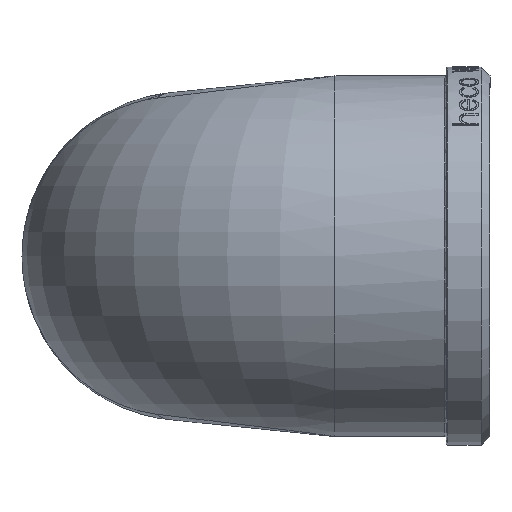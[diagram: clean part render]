
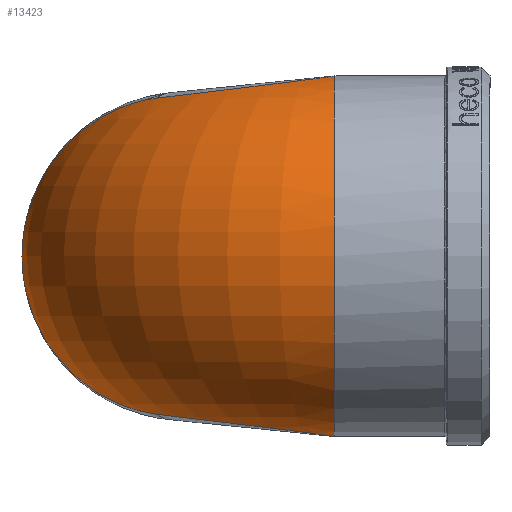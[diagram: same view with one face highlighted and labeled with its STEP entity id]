
A CAD part, left-side view. The second image highlights one B-rep face of the part: STEP entity #13423.
In plain terms, the highlighted toroidal (fillet/blend) face has major radius 30.15 mm and minor radius 41.25 mm.
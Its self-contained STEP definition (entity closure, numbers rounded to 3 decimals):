
#515 = B_SPLINE_CURVE_WITH_KNOTS ( 'NONE', 3,
 ( #14274, #16063, #16064, #16065, #16066, #16067, #16068, #16069, #16070, #16072, #16071, #16073 ),
 .UNSPECIFIED., .F., .F.,
 ( 4, 2, 1, 1, 1, 1, 1, 1, 4 ),
 ( 0., 0.002, 0.201, 0.401, 0.501, 0.601, 0.7, 0.8, 1. ),
 .UNSPECIFIED. ) ;
#522 = B_SPLINE_CURVE_WITH_KNOTS ( 'NONE', 3,
 ( #15134, #15131, #15132, #15136, #14051, #16212, #16213, #15194, #16215, #16214, #15186, #15190 ),
 .UNSPECIFIED., .F., .F.,
 ( 4, 1, 1, 1, 1, 1, 1, 2, 4 ),
 ( 0., 0.1, 0.2, 0.3, 0.399, 0.599, 0.799, 0.998, 1. ),
 .UNSPECIFIED. ) ;
#6673 = DIRECTION ( 'NONE',  ( -1., 0., 0. ) ) ;
#6676 = DIRECTION ( 'NONE',  ( 0., 1., 0. ) ) ;
#6683 = CARTESIAN_POINT ( 'NONE',  ( 0., -33.808, 0. ) ) ;
#6692 = EDGE_CURVE ( 'NONE', #22010, #21994, #11784, .T. ) ;
#7576 = B_SPLINE_CURVE_WITH_KNOTS ( 'NONE', 3,
 ( #15756, #15754, #15752, #15848, #15845, #15850, #15852, #15854 ),
 .UNSPECIFIED., .F., .F.,
 ( 4, 1, 1, 1, 1, 4 ),
 ( 0., 0.071, 0.143, 0.286, 0.571, 1. ),
 .UNSPECIFIED. ) ;
#7610 = B_SPLINE_CURVE_WITH_KNOTS ( 'NONE', 3,
 ( #14456, #15836, #15867, #13961, #15893, #15870, #15838, #15891, #14963 ),
 .UNSPECIFIED., .F., .F.,
 ( 4, 1, 1, 1, 1, 1, 4 ),
 ( 0., 0.286, 0.571, 0.714, 0.857, 0.929, 1. ),
 .UNSPECIFIED. ) ;
#11533 = AXIS2_PLACEMENT_3D ( 'NONE', #23811, #23812, #23814 ) ;
#11784 = CIRCLE ( 'NONE', #22455, 41.25 ) ;
#11822 = CARTESIAN_POINT ( 'NONE',  ( -2.464, -33.808, 41.176 ) ) ;
#11837 = CARTESIAN_POINT ( 'NONE',  ( -2.464, -33.808, -41.176 ) ) ;
#11900 = CARTESIAN_POINT ( 'NONE',  ( 1.059, 6.872, 36.154 ) ) ;
#11961 = CARTESIAN_POINT ( 'NONE',  ( 1.059, 6.872, -36.154 ) ) ;
#11983 = CARTESIAN_POINT ( 'NONE',  ( 30.15, 37.592, 0. ) ) ;
#13423 = ADVANCED_FACE ( 'NONE', ( #19150 ), #19155, .T. ) ;
#13961 = CARTESIAN_POINT ( 'NONE',  ( -10.249, -14.07, 38.684 ) ) ;
#14051 = CARTESIAN_POINT ( 'NONE',  ( 11.299, 19.176, -32.075 ) ) ;
#14274 = CARTESIAN_POINT ( 'NONE',  ( 30.15, 37.592, 0. ) ) ;
#14456 = CARTESIAN_POINT ( 'NONE',  ( 1.059, 6.872, 36.154 ) ) ;
#14963 = CARTESIAN_POINT ( 'NONE',  ( -2.464, -33.808, 41.176 ) ) ;
#15131 = CARTESIAN_POINT ( 'NONE',  ( 2.325, 8.108, -36.006 ) ) ;
#15132 = CARTESIAN_POINT ( 'NONE',  ( 4.771, 10.687, -35.528 ) ) ;
#15134 = CARTESIAN_POINT ( 'NONE',  ( 1.059, 6.872, -36.154 ) ) ;
#15136 = CARTESIAN_POINT ( 'NONE',  ( 8.161, 14.854, -34.168 ) ) ;
#15186 = CARTESIAN_POINT ( 'NONE',  ( 30.137, 37.592, -0.03 ) ) ;
#15190 = CARTESIAN_POINT ( 'NONE',  ( 30.15, 37.592, 0. ) ) ;
#15194 = CARTESIAN_POINT ( 'NONE',  ( 24.955, 36.372, -11.485 ) ) ;
#15752 = CARTESIAN_POINT ( 'NONE',  ( -5.456, -31.789, -40.908 ) ) ;
#15754 = CARTESIAN_POINT ( 'NONE',  ( -3.603, -33.302, -41.108 ) ) ;
#15756 = CARTESIAN_POINT ( 'NONE',  ( -2.464, -33.808, -41.176 ) ) ;
#15836 = CARTESIAN_POINT ( 'NONE',  ( -2.079, 3.806, 36.521 ) ) ;
#15838 = CARTESIAN_POINT ( 'NONE',  ( -5.456, -31.789, 40.908 ) ) ;
#15845 = CARTESIAN_POINT ( 'NONE',  ( -10.427, -20.702, -39.5 ) ) ;
#15848 = CARTESIAN_POINT ( 'NONE',  ( -8.022, -28.077, -40.43 ) ) ;
#15850 = CARTESIAN_POINT ( 'NONE',  ( -9.54, -7.386, -37.865 ) ) ;
#15852 = CARTESIAN_POINT ( 'NONE',  ( -3.649, 2.273, -36.705 ) ) ;
#15854 = CARTESIAN_POINT ( 'NONE',  ( 1.059, 6.872, -36.154 ) ) ;
#15867 = CARTESIAN_POINT ( 'NONE',  ( -7.312, -3.368, 37.382 ) ) ;
#15870 = CARTESIAN_POINT ( 'NONE',  ( -8.02, -28.076, 40.43 ) ) ;
#15891 = CARTESIAN_POINT ( 'NONE',  ( -3.603, -33.302, 41.108 ) ) ;
#15893 = CARTESIAN_POINT ( 'NONE',  ( -9.746, -22.813, 39.766 ) ) ;
#16063 = CARTESIAN_POINT ( 'NONE',  ( 30.137, 37.592, 0.03 ) ) ;
#16064 = CARTESIAN_POINT ( 'NONE',  ( 30.123, 37.592, 0.059 ) ) ;
#16065 = CARTESIAN_POINT ( 'NONE',  ( 28.398, 37.582, 3.877 ) ) ;
#16066 = CARTESIAN_POINT ( 'NONE',  ( 24.961, 36.381, 11.479 ) ) ;
#16067 = CARTESIAN_POINT ( 'NONE',  ( 20.617, 32.115, 19.958 ) ) ;
#16068 = CARTESIAN_POINT ( 'NONE',  ( 17.03, 27.442, 25.623 ) ) ;
#16069 = CARTESIAN_POINT ( 'NONE',  ( 14.222, 23.429, 29.235 ) ) ;
#16070 = CARTESIAN_POINT ( 'NONE',  ( 11.301, 19.185, 32.073 ) ) ;
#16071 = CARTESIAN_POINT ( 'NONE',  ( 3.59, 9.344, 35.858 ) ) ;
#16072 = CARTESIAN_POINT ( 'NONE',  ( 7.116, 13.401, 34.869 ) ) ;
#16073 = CARTESIAN_POINT ( 'NONE',  ( 1.059, 6.872, 36.154 ) ) ;
#16212 = CARTESIAN_POINT ( 'NONE',  ( 15.203, 24.863, -28.282 ) ) ;
#16213 = CARTESIAN_POINT ( 'NONE',  ( 19.756, 31.277, -21.647 ) ) ;
#16214 = CARTESIAN_POINT ( 'NONE',  ( 30.123, 37.592, -0.059 ) ) ;
#16215 = CARTESIAN_POINT ( 'NONE',  ( 28.398, 37.585, -3.878 ) ) ;
#19150 = FACE_OUTER_BOUND ( 'NONE', #19434, .T. ) ;
#19155 = TOROIDAL_SURFACE ( 'NONE', #11533, 30.15, 41.25 ) ;
#19434 = EDGE_LOOP ( 'NONE', ( #20824, #20340, #20999, #21018, #20676 ) ) ;
#20340 = ORIENTED_EDGE ( 'NONE', *, *, #25838, .F. ) ;
#20676 = ORIENTED_EDGE ( 'NONE', *, *, #6692, .T. ) ;
#20824 = ORIENTED_EDGE ( 'NONE', *, *, #26012, .F. ) ;
#20999 = ORIENTED_EDGE ( 'NONE', *, *, #25607, .F. ) ;
#21018 = ORIENTED_EDGE ( 'NONE', *, *, #26008, .F. ) ;
#21994 = VERTEX_POINT ( 'NONE', #11822 ) ;
#22010 = VERTEX_POINT ( 'NONE', #11837 ) ;
#22073 = VERTEX_POINT ( 'NONE', #11900 ) ;
#22136 = VERTEX_POINT ( 'NONE', #11961 ) ;
#22160 = VERTEX_POINT ( 'NONE', #11983 ) ;
#22455 = AXIS2_PLACEMENT_3D ( 'NONE', #6683, #6676, #6673 ) ;
#23811 = CARTESIAN_POINT ( 'NONE',  ( 30.15, -33.808, 0. ) ) ;
#23812 = DIRECTION ( 'NONE',  ( 0., 0., -1. ) ) ;
#23814 = DIRECTION ( 'NONE',  ( 0., -1., 0. ) ) ;
#25607 = EDGE_CURVE ( 'NONE', #22136, #22160, #522, .T. ) ;
#25838 = EDGE_CURVE ( 'NONE', #22160, #22073, #515, .T. ) ;
#26008 = EDGE_CURVE ( 'NONE', #22010, #22136, #7576, .T. ) ;
#26012 = EDGE_CURVE ( 'NONE', #22073, #21994, #7610, .T. ) ;
